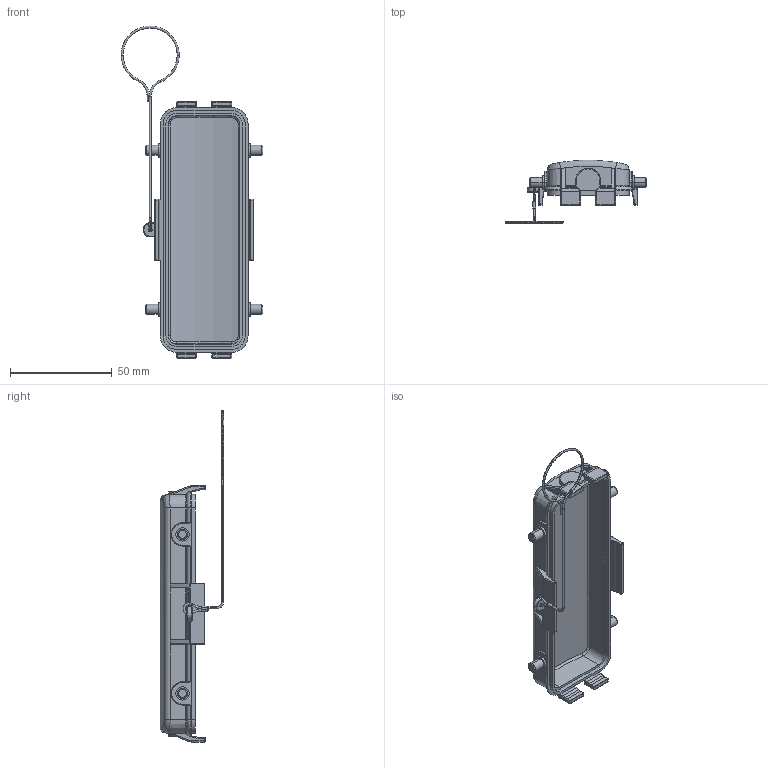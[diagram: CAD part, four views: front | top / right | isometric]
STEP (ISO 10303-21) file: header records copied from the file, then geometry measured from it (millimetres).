
FILE_DESCRIPTION (( 'STEP AP203' ), '1' );
FILE_NAME ('H24B-MMCV-4B_1.STP', '2017-08-24T12:00:16', ( '微软用户' ), ( '微软中国' ), 'SwSTEP 2.0', 'SolidWorks 2012', '' );
FILE_SCHEMA (( 'CONFIG_CONTROL_DESIGN' ));
Length unit declared in the file: millimetre
Products named in the file (1): H24B-MMCV-4B_1
Bounding box: 69.58 x 31.05 x 162.85 mm (x, y, z)
Volume: 25481.9 mm3; surface area: 21520.7 mm2
Topology: 1 solids, 1 shells, 500 faces, 1206 edges, 720 vertices
Faces by surface type: cylinder 198, plane 129, torus 81, bspline 68, cone 24
Entity records: 18655 total; most frequent: CARTESIAN_POINT 7635, ORIENTED_EDGE 2412, DIRECTION 2147, EDGE_CURVE 1206, AXIS2_PLACEMENT_3D 838, VERTEX_POINT 720, EDGE_LOOP 516, ADVANCED_FACE 500
